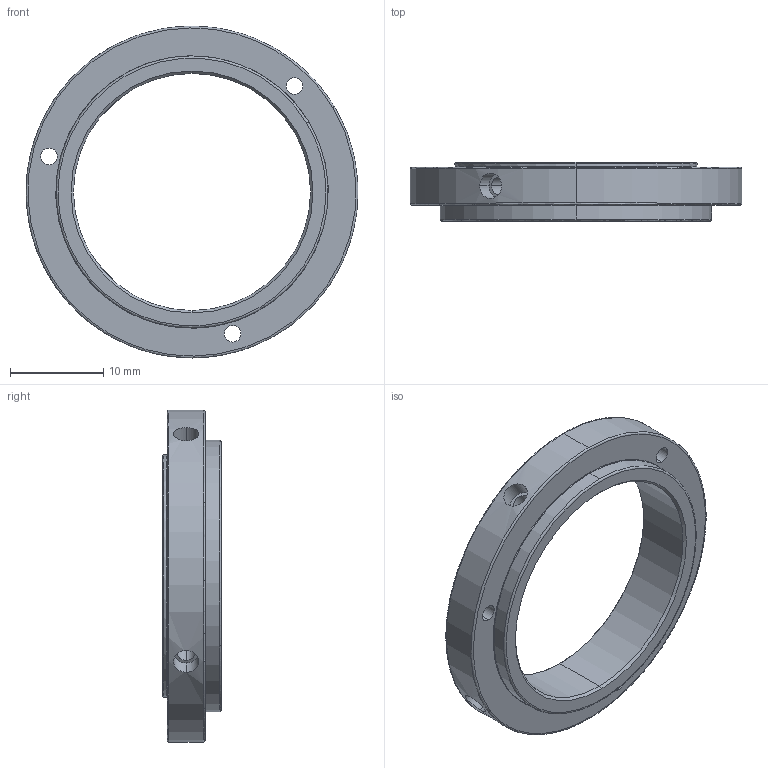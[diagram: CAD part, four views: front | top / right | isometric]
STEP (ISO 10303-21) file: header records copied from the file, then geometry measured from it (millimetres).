
FILE_DESCRIPTION (( 'STEP AP203' ), '1' );
FILE_NAME ('E3-X-1000-X-H-D-X-9_01_sldprt.STEP', '2016-06-02T17:08:29', ( 'Shusen Zhang' ), ( 'MathWorks' ), 'SwSTEP 2.0', 'SolidWorks 2015', '' );
FILE_SCHEMA (( 'CONFIG_CONTROL_DESIGN' ));
Length unit declared in the file: inch
Products named in the file (1): E3-X-1000-X-H-D-X-9_01_sldprt
Bounding box: 35.54 x 6.27 x 35.56 mm (x, y, z)
Volume: 2164.7 mm3; surface area: 2193.5 mm2
Topology: 1 solids, 1 shells, 53 faces, 126 edges, 82 vertices
Faces by surface type: cylinder 30, bspline 10, plane 7, cone 6
Entity records: 3279 total; most frequent: CARTESIAN_POINT 2014, ORIENTED_EDGE 252, DIRECTION 234, EDGE_CURVE 126, AXIS2_PLACEMENT_3D 100, VERTEX_POINT 82, EDGE_LOOP 72, CIRCLE 56
